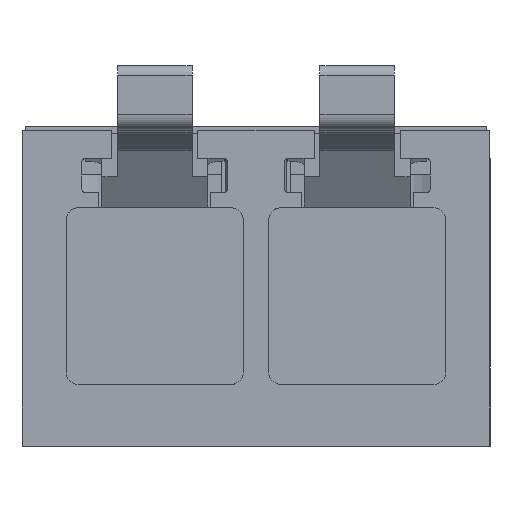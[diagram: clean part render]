
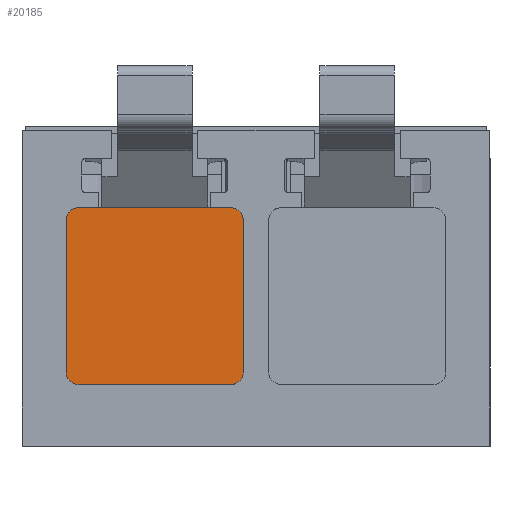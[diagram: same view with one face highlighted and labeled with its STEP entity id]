
A CAD part, left-side view. The second image highlights one B-rep face of the part: STEP entity #20185.
In plain terms, the highlighted planar face has unit normal (-1, 0, 0).
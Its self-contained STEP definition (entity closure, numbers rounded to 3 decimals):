
#20110=CARTESIAN_POINT('',(-56.05,0.117,1.622));
#20111=DIRECTION('',(1.0,0.0,0.0));
#20112=DIRECTION('',(0.0,0.0,-1.0));
#20113=AXIS2_PLACEMENT_3D('',#20110,#20111,#20112);
#20114=PLANE('',#20113);
#20115=CARTESIAN_POINT('',(-56.05,5.46,1.895));
#20116=VERTEX_POINT('',#20115);
#20117=CARTESIAN_POINT('',(-56.05,5.86,2.295));
#20118=VERTEX_POINT('',#20117);
#20119=CARTESIAN_POINT('',(-56.05,5.46,2.295));
#20120=DIRECTION('',(1.0,0.0,0.0));
#20121=DIRECTION('',(0.0,1.0,0.0));
#20122=AXIS2_PLACEMENT_3D('',#20119,#20120,#20121);
#20123=CIRCLE('',#20122,0.4);
#20124=EDGE_CURVE('',#20116,#20118,#20123,.T.);
#20125=ORIENTED_EDGE('',*,*,#20124,.F.);
#20126=CARTESIAN_POINT('',(-56.05,0.79,1.895));
#20127=VERTEX_POINT('',#20126);
#20128=CARTESIAN_POINT('',(-56.05,0.79,1.895));
#20129=DIRECTION('',(0.0,1.0,0.0));
#20130=VECTOR('',#20129,4.67);
#20131=LINE('',#20128,#20130);
#20132=EDGE_CURVE('',#20127,#20116,#20131,.T.);
#20133=ORIENTED_EDGE('',*,*,#20132,.F.);
#20134=CARTESIAN_POINT('',(-56.05,0.39,2.295));
#20135=VERTEX_POINT('',#20134);
#20136=CARTESIAN_POINT('',(-56.05,0.79,2.295));
#20137=DIRECTION('',(1.0,0.0,0.0));
#20138=DIRECTION('',(0.0,1.0,0.0));
#20139=AXIS2_PLACEMENT_3D('',#20136,#20137,#20138);
#20140=CIRCLE('',#20139,0.4);
#20141=EDGE_CURVE('',#20135,#20127,#20140,.T.);
#20142=ORIENTED_EDGE('',*,*,#20141,.F.);
#20143=CARTESIAN_POINT('',(-56.05,0.39,6.965));
#20144=VERTEX_POINT('',#20143);
#20145=CARTESIAN_POINT('',(-56.05,0.39,6.965));
#20146=DIRECTION('',(0.0,0.0,-1.0));
#20147=VECTOR('',#20146,4.67);
#20148=LINE('',#20145,#20147);
#20149=EDGE_CURVE('',#20144,#20135,#20148,.T.);
#20150=ORIENTED_EDGE('',*,*,#20149,.F.);
#20151=CARTESIAN_POINT('',(-56.05,0.79,7.365));
#20152=VERTEX_POINT('',#20151);
#20153=CARTESIAN_POINT('',(-56.05,0.79,6.965));
#20154=DIRECTION('',(1.0,0.0,0.0));
#20155=DIRECTION('',(0.0,1.0,0.0));
#20156=AXIS2_PLACEMENT_3D('',#20153,#20154,#20155);
#20157=CIRCLE('',#20156,0.4);
#20158=EDGE_CURVE('',#20152,#20144,#20157,.T.);
#20159=ORIENTED_EDGE('',*,*,#20158,.F.);
#20160=CARTESIAN_POINT('',(-56.05,5.46,7.365));
#20161=VERTEX_POINT('',#20160);
#20162=CARTESIAN_POINT('',(-56.05,5.46,7.365));
#20163=DIRECTION('',(0.0,-1.0,0.0));
#20164=VECTOR('',#20163,4.67);
#20165=LINE('',#20162,#20164);
#20166=EDGE_CURVE('',#20161,#20152,#20165,.T.);
#20167=ORIENTED_EDGE('',*,*,#20166,.F.);
#20168=CARTESIAN_POINT('',(-56.05,5.86,6.965));
#20169=VERTEX_POINT('',#20168);
#20170=CARTESIAN_POINT('',(-56.05,5.46,6.965));
#20171=DIRECTION('',(1.0,0.0,0.0));
#20172=DIRECTION('',(0.0,1.0,0.0));
#20173=AXIS2_PLACEMENT_3D('',#20170,#20171,#20172);
#20174=CIRCLE('',#20173,0.4);
#20175=EDGE_CURVE('',#20169,#20161,#20174,.T.);
#20176=ORIENTED_EDGE('',*,*,#20175,.F.);
#20177=CARTESIAN_POINT('',(-56.05,5.86,6.965));
#20178=DIRECTION('',(0.0,0.0,-1.0));
#20179=VECTOR('',#20178,4.67);
#20180=LINE('',#20177,#20179);
#20181=EDGE_CURVE('',#20169,#20118,#20180,.T.);
#20182=ORIENTED_EDGE('',*,*,#20181,.T.);
#20183=EDGE_LOOP('',(#20125,#20133,#20142,#20150,#20159,#20167,#20176,#20182));
#20184=FACE_OUTER_BOUND('',#20183,.T.);
#20185=ADVANCED_FACE('',(#20184),#20114,.F.);
